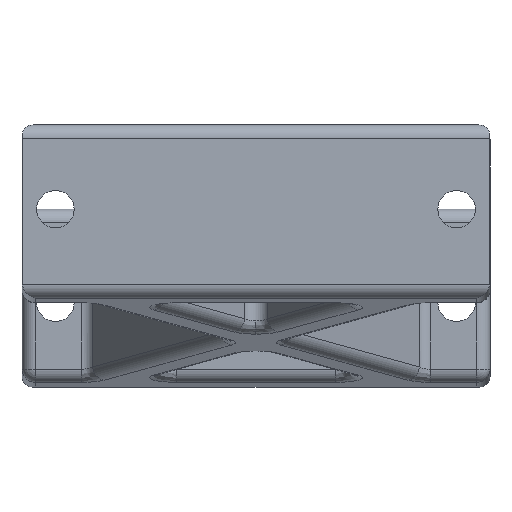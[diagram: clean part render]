
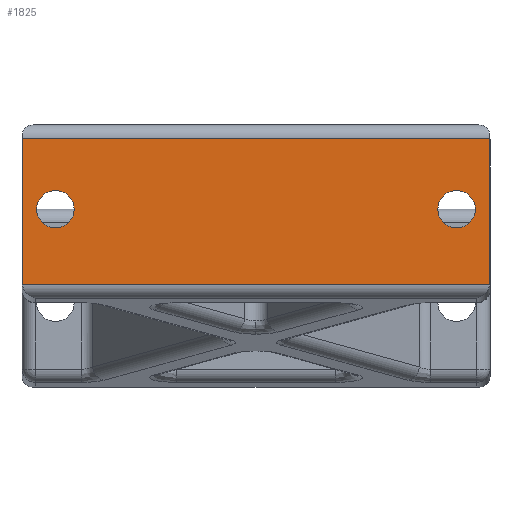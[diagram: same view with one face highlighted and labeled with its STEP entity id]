
A CAD part, left-side view. The second image highlights one B-rep face of the part: STEP entity #1825.
In plain terms, the highlighted planar face has unit normal (-1, 0, 0).
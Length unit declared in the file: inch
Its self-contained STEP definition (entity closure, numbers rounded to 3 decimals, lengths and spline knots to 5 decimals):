
#52 = CARTESIAN_POINT ( 'NONE',  ( 0., 1.75, 0.94049 ) ) ;
#85 = ORIENTED_EDGE ( 'NONE', *, *, #3230, .T. ) ;
#125 = CIRCLE ( 'NONE', #2775, 0.07 ) ;
#136 = FACE_BOUND ( 'NONE', #236, .T. ) ;
#184 = EDGE_LOOP ( 'NONE', ( #1850, #2147 ) ) ;
#233 = DIRECTION ( 'NONE',  ( 1., 0., 0. ) ) ;
#236 = EDGE_LOOP ( 'NONE', ( #85, #2723 ) ) ;
#270 = DIRECTION ( 'NONE',  ( 0., 0., -1. ) ) ;
#339 = ORIENTED_EDGE ( 'NONE', *, *, #805, .T. ) ;
#353 = CARTESIAN_POINT ( 'NONE',  ( 0., 1.75, 0.40076 ) ) ;
#429 = FACE_OUTER_BOUND ( 'NONE', #2642, .T. ) ;
#488 = VERTEX_POINT ( 'NONE', #3368 ) ;
#596 = AXIS2_PLACEMENT_3D ( 'NONE', #2851, #3505, #270 ) ;
#613 = EDGE_CURVE ( 'NONE', #3676, #2326, #1926, .T. ) ;
#643 = DIRECTION ( 'NONE',  ( 0., 0., -1. ) ) ;
#790 = DIRECTION ( 'NONE',  ( 0., 0., -1. ) ) ;
#805 = EDGE_CURVE ( 'NONE', #2326, #3384, #3502, .T. ) ;
#821 = ORIENTED_EDGE ( 'NONE', *, *, #4016, .F. ) ;
#856 = VERTEX_POINT ( 'NONE', #2296 ) ;
#863 = CARTESIAN_POINT ( 'NONE',  ( 0., 0., 1. ) ) ;
#879 = DIRECTION ( 'NONE',  ( 0., 0., -1. ) ) ;
#1074 = AXIS2_PLACEMENT_3D ( 'NONE', #3447, #233, #2154 ) ;
#1083 = FACE_BOUND ( 'NONE', #184, .T. ) ;
#1105 = PLANE ( 'NONE',  #2535 ) ;
#1125 = DIRECTION ( 'NONE',  ( 1., 0., 0. ) ) ;
#1152 = VECTOR ( 'NONE', #1250, 39.37008 ) ;
#1190 = EDGE_CURVE ( 'NONE', #3693, #2414, #2099, .T. ) ;
#1204 = DIRECTION ( 'NONE',  ( 1., 0., 0. ) ) ;
#1225 = VERTEX_POINT ( 'NONE', #2587 ) ;
#1237 = LINE ( 'NONE', #863, #2236 ) ;
#1240 = CARTESIAN_POINT ( 'NONE',  ( 0., 1.75, 0.94049 ) ) ;
#1250 = DIRECTION ( 'NONE',  ( 0., 0., -1. ) ) ;
#1292 = VECTOR ( 'NONE', #4120, 39.37008 ) ;
#1398 =( BOUNDED_CURVE ( )  B_SPLINE_CURVE ( 3, ( #4167, #3517, #2819, #2524 ),
 .UNSPECIFIED., .F., .F. ) 
 B_SPLINE_CURVE_WITH_KNOTS ( ( 4, 4 ),
 ( 1.5708, 1.74404 ),
 .UNSPECIFIED. ) 
 CURVE ( )  GEOMETRIC_REPRESENTATION_ITEM ( )  RATIONAL_B_SPLINE_CURVE ( ( 1., 0.998, 0.998, 1. ) ) 
 REPRESENTATION_ITEM ( '' )  );
#1596 = ORIENTED_EDGE ( 'NONE', *, *, #1823, .T. ) ;
#1711 = LINE ( 'NONE', #3389, #3734 ) ;
#1793 = DIRECTION ( 'NONE',  ( 0., 0., -1. ) ) ;
#1821 = CARTESIAN_POINT ( 'NONE',  ( 0., 0.125, 0.745 ) ) ;
#1823 = EDGE_CURVE ( 'NONE', #488, #856, #2648, .T. ) ;
#1825 = ADVANCED_FACE ( 'NONE', ( #1083, #136, #429 ), #1105, .F. ) ;
#1850 = ORIENTED_EDGE ( 'NONE', *, *, #1190, .T. ) ;
#1869 = CARTESIAN_POINT ( 'NONE',  ( 0., 1.625, 0.745 ) ) ;
#1926 = LINE ( 'NONE', #1240, #1292 ) ;
#2089 = CARTESIAN_POINT ( 'NONE',  ( 0., 0.00025, 0.3949 ) ) ;
#2099 = CIRCLE ( 'NONE', #4142, 0.07 ) ;
#2147 = ORIENTED_EDGE ( 'NONE', *, *, #3203, .T. ) ;
#2154 = DIRECTION ( 'NONE',  ( 0., 0., -1. ) ) ;
#2190 = ORIENTED_EDGE ( 'NONE', *, *, #2503, .T. ) ;
#2209 = DIRECTION ( 'NONE',  ( 1., 0., 0. ) ) ;
#2210 = CARTESIAN_POINT ( 'NONE',  ( 0., 0., 0.94049 ) ) ;
#2236 = VECTOR ( 'NONE', #790, 39.37008 ) ;
#2296 = CARTESIAN_POINT ( 'NONE',  ( 0., 0., 0.40076 ) ) ;
#2326 = VERTEX_POINT ( 'NONE', #52 ) ;
#2392 = CARTESIAN_POINT ( 'NONE',  ( 0., 0.00075, 0.39201 ) ) ;
#2414 = VERTEX_POINT ( 'NONE', #4178 ) ;
#2457 = CARTESIAN_POINT ( 'NONE',  ( 0., 0., 0.40076 ) ) ;
#2503 = EDGE_CURVE ( 'NONE', #3384, #1225, #1398, .T. ) ;
#2516 = VERTEX_POINT ( 'NONE', #1821 ) ;
#2524 = CARTESIAN_POINT ( 'NONE',  ( 0., 1.74925, 0.39201 ) ) ;
#2535 = AXIS2_PLACEMENT_3D ( 'NONE', #3366, #1125, #1793 ) ;
#2587 = CARTESIAN_POINT ( 'NONE',  ( 0., 1.74925, 0.39201 ) ) ;
#2642 = EDGE_LOOP ( 'NONE', ( #339, #2190, #3279, #1596, #821, #2901 ) ) ;
#2648 =( BOUNDED_CURVE ( )  B_SPLINE_CURVE ( 3, ( #2392, #2089, #3052, #2457 ),
 .UNSPECIFIED., .F., .F. ) 
 B_SPLINE_CURVE_WITH_KNOTS ( ( 4, 4 ),
 ( 4.53914, 4.71239 ),
 .UNSPECIFIED. ) 
 CURVE ( )  GEOMETRIC_REPRESENTATION_ITEM ( )  RATIONAL_B_SPLINE_CURVE ( ( 1., 0.998, 0.998, 1. ) ) 
 REPRESENTATION_ITEM ( '' )  );
#2723 = ORIENTED_EDGE ( 'NONE', *, *, #2885, .T. ) ;
#2775 = AXIS2_PLACEMENT_3D ( 'NONE', #3131, #1204, #879 ) ;
#2807 = EDGE_CURVE ( 'NONE', #1225, #488, #1711, .T. ) ;
#2819 = CARTESIAN_POINT ( 'NONE',  ( 0., 1.74975, 0.3949 ) ) ;
#2851 = CARTESIAN_POINT ( 'NONE',  ( 0., 1.625, 0.675 ) ) ;
#2875 = VERTEX_POINT ( 'NONE', #3163 ) ;
#2885 = EDGE_CURVE ( 'NONE', #2875, #2516, #4139, .T. ) ;
#2901 = ORIENTED_EDGE ( 'NONE', *, *, #613, .T. ) ;
#3052 = CARTESIAN_POINT ( 'NONE',  ( 0., 0., 0.39782 ) ) ;
#3055 = DIRECTION ( 'NONE',  ( 0., -1., 0. ) ) ;
#3131 = CARTESIAN_POINT ( 'NONE',  ( 0., 0.125, 0.675 ) ) ;
#3163 = CARTESIAN_POINT ( 'NONE',  ( 0., 0.125, 0.605 ) ) ;
#3203 = EDGE_CURVE ( 'NONE', #2414, #3693, #3729, .T. ) ;
#3230 = EDGE_CURVE ( 'NONE', #2516, #2875, #125, .T. ) ;
#3279 = ORIENTED_EDGE ( 'NONE', *, *, #2807, .T. ) ;
#3366 = CARTESIAN_POINT ( 'NONE',  ( 0., 0., 1. ) ) ;
#3368 = CARTESIAN_POINT ( 'NONE',  ( 0., 0.00075, 0.39201 ) ) ;
#3384 = VERTEX_POINT ( 'NONE', #353 ) ;
#3389 = CARTESIAN_POINT ( 'NONE',  ( 0., 0., 0.39201 ) ) ;
#3447 = CARTESIAN_POINT ( 'NONE',  ( 0., 0.125, 0.675 ) ) ;
#3502 = LINE ( 'NONE', #3528, #1152 ) ;
#3505 = DIRECTION ( 'NONE',  ( 1., 0., 0. ) ) ;
#3517 = CARTESIAN_POINT ( 'NONE',  ( 0., 1.75, 0.39782 ) ) ;
#3528 = CARTESIAN_POINT ( 'NONE',  ( 0., 1.75, 1. ) ) ;
#3676 = VERTEX_POINT ( 'NONE', #2210 ) ;
#3693 = VERTEX_POINT ( 'NONE', #1869 ) ;
#3729 = CIRCLE ( 'NONE', #596, 0.07 ) ;
#3734 = VECTOR ( 'NONE', #3055, 39.37008 ) ;
#3802 = CARTESIAN_POINT ( 'NONE',  ( 0., 1.625, 0.675 ) ) ;
#4016 = EDGE_CURVE ( 'NONE', #3676, #856, #1237, .T. ) ;
#4120 = DIRECTION ( 'NONE',  ( 0., 1., 0. ) ) ;
#4139 = CIRCLE ( 'NONE', #1074, 0.07 ) ;
#4142 = AXIS2_PLACEMENT_3D ( 'NONE', #3802, #2209, #643 ) ;
#4167 = CARTESIAN_POINT ( 'NONE',  ( 0., 1.75, 0.40076 ) ) ;
#4178 = CARTESIAN_POINT ( 'NONE',  ( 0., 1.625, 0.605 ) ) ;
